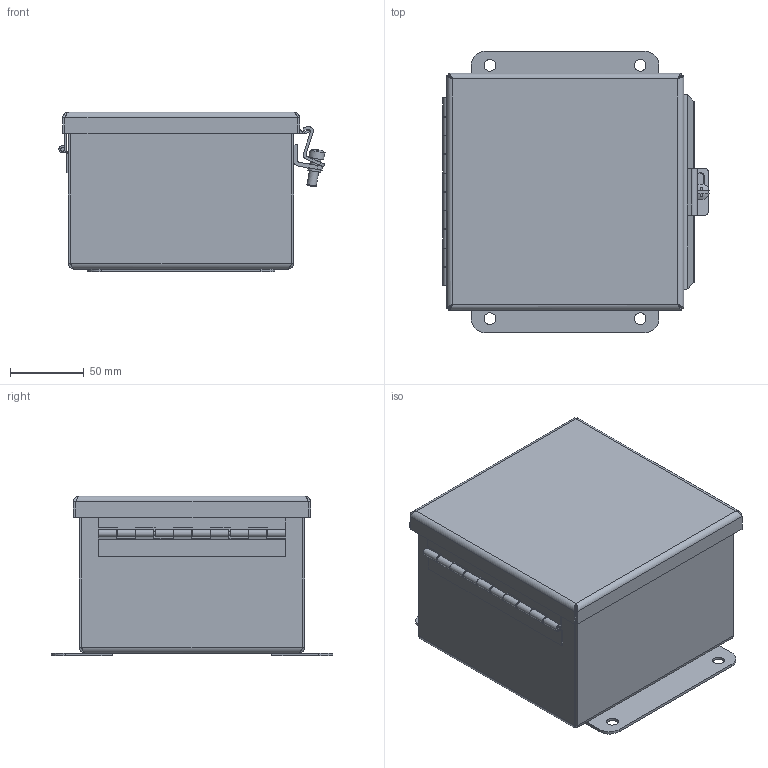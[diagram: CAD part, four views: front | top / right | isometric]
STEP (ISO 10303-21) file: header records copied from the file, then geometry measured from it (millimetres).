
FILE_DESCRIPTION(/* description */ ('B_SSA TUB, 16GA. 316 S.S., 6X6X4'),/* implementation_level */ '2;1');
FILE_NAME(/* name */ 'BN4060604CHSSA.stp',/* time_stamp */ '2017-03-29T21:16:48+06:00',/* author */ ('vdas'),/* organization */ (''),/* preprocessor_version */ 'ST-DEVELOPER v16.1',/* originating_system */ 'Autodesk Inventor 2016',/* authorisation */ '');
FILE_SCHEMA (('AUTOMOTIVE_DESIGN { 1 0 10303 214 3 1 1 }'));
Length unit declared in the file: inch
Products named in the file (14): B_060604_SSABKP; 32882LH; 32882P; 32882TH; 32882; B_0606CHSSALID; 348128; 30810; 30811; 372164; 34973; B_0606_FIP; HFW3883; BN4060604CHSSA
Assembly tree (17 placements, depth 3):
  BN4060604CHSSA
    B_060604_SSABKP
    32882
      32882LH
      32882P
      32882TH
    B_0606CHSSALID
    348128  x2
    30810
    30811
    372164
    34973  x4
    B_0606_FIP
    HFW3883
Bounding box: 179.97 x 190.5 x 108.12 mm (x, y, z)
Volume: 246076 mm3; surface area: 303290.2 mm2
Topology: 16 solids, 16 shells, 343 faces, 791 edges, 490 vertices
Faces by surface type: plane 182, cylinder 101, bspline 38, torus 18, sphere 2, cone 2
Full cylindrical faces by diameter (mm): 2.54 x1, 2.794 x4, 2.957 x10, 3.962 x4, 4.826 x1, 4.978 x1, 6.35 x1, 7.62 x4, 7.874 x4, 8.56 x1, 8.738 x1, 10.402 x1, 15.875 x4
Entity records: 9595 total; most frequent: CARTESIAN_POINT 2293, DIRECTION 1394, ORIENTED_EDGE 1324, EDGE_CURVE 662, AXIS2_PLACEMENT_3D 479, LINE 436, VECTOR 436, VERTEX_POINT 424
